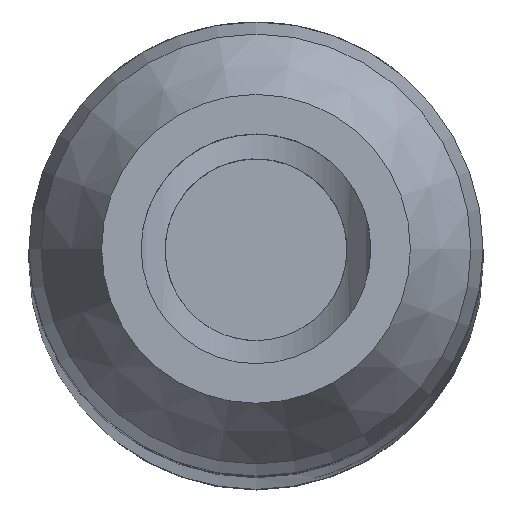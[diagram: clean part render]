
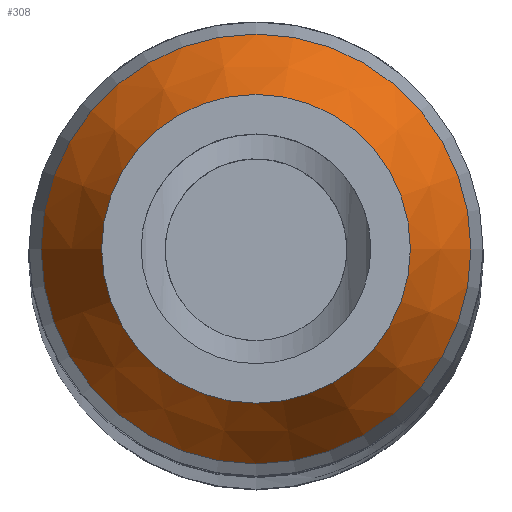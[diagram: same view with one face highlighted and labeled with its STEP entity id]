
A CAD part, top view. The second image highlights one B-rep face of the part: STEP entity #308.
In plain terms, the highlighted conical face has half-angle 30 degrees and reference radius 2.1 mm.
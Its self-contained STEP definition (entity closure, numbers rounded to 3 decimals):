
#60=FACE_OUTER_BOUND('',#84,.T.);
#84=EDGE_LOOP('',(#253,#254,#255,#256,#257));
#110=LINE('',#577,#125);
#125=VECTOR('',#418,2.1);
#139=CIRCLE('',#350,2.366);
#140=CIRCLE('',#351,2.366);
#141=CIRCLE('',#352,1.7);
#162=VERTEX_POINT('',#572);
#163=VERTEX_POINT('',#573);
#164=VERTEX_POINT('',#576);
#195=EDGE_CURVE('',#162,#163,#139,.T.);
#196=EDGE_CURVE('',#163,#162,#140,.T.);
#197=EDGE_CURVE('',#163,#164,#110,.T.);
#198=EDGE_CURVE('',#164,#164,#141,.T.);
#253=ORIENTED_EDGE('',*,*,#195,.F.);
#254=ORIENTED_EDGE('',*,*,#196,.F.);
#255=ORIENTED_EDGE('',*,*,#197,.T.);
#256=ORIENTED_EDGE('',*,*,#198,.T.);
#257=ORIENTED_EDGE('',*,*,#197,.F.);
#297=CONICAL_SURFACE('',#349,2.1,0.524);
#308=ADVANCED_FACE('',(#60),#297,.T.);
#349=AXIS2_PLACEMENT_3D('',#571,#412,#413);
#350=AXIS2_PLACEMENT_3D('',#574,#414,#415);
#351=AXIS2_PLACEMENT_3D('',#575,#416,#417);
#352=AXIS2_PLACEMENT_3D('',#578,#419,#420);
#412=DIRECTION('center_axis',(0.,0.,-1.));
#413=DIRECTION('ref_axis',(-1.,0.,0.));
#414=DIRECTION('center_axis',(0.,0.,-1.));
#415=DIRECTION('ref_axis',(0.,1.,0.));
#416=DIRECTION('center_axis',(0.,0.,-1.));
#417=DIRECTION('ref_axis',(0.,1.,0.));
#418=DIRECTION('',(-0.5,0.,0.866));
#419=DIRECTION('center_axis',(0.,0.,-1.));
#420=DIRECTION('ref_axis',(1.,0.,0.));
#571=CARTESIAN_POINT('Origin',(0.,0.,13.057));
#572=CARTESIAN_POINT('',(0.,-2.366,12.596));
#573=CARTESIAN_POINT('',(2.366,0.,12.596));
#574=CARTESIAN_POINT('Origin',(0.,0.,
12.596));
#575=CARTESIAN_POINT('Origin',(0.,0.,
12.596));
#576=CARTESIAN_POINT('',(1.7,0.,13.75));
#577=CARTESIAN_POINT('',(2.1,0.,13.057));
#578=CARTESIAN_POINT('Origin',(0.,0.,13.75));
